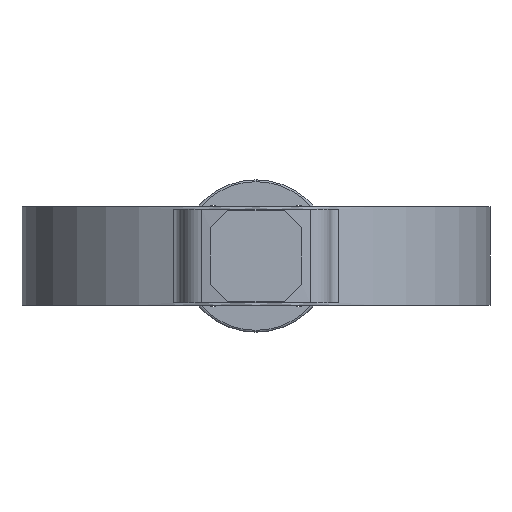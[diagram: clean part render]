
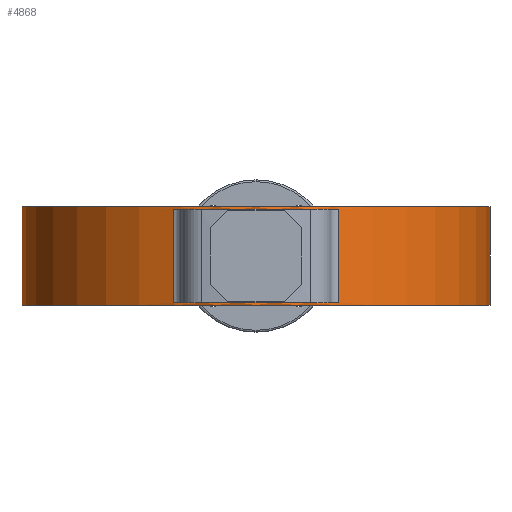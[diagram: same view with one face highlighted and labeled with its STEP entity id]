
A CAD part, front view. The second image highlights one B-rep face of the part: STEP entity #4868.
In plain terms, the highlighted cylindrical face has radius 269 mm (diameter 538 mm), a partial arc.
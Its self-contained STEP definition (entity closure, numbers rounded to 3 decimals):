
#114 = DIRECTION ( 'NONE',  ( -1., 0., 0. ) ) ;
#121 = CARTESIAN_POINT ( 'NONE',  ( 0., 0., 56.5 ) ) ;
#122 = DIRECTION ( 'NONE',  ( 0., 0., -1. ) ) ;
#404 = LINE ( 'NONE', #1971, #409 ) ;
#407 = CIRCLE ( 'NONE', #4112, 269. ) ;
#408 = CIRCLE ( 'NONE', #4114, 269. ) ;
#409 = VECTOR ( 'NONE', #1972, 1000. ) ;
#410 = LINE ( 'NONE', #1963, #412 ) ;
#411 = CIRCLE ( 'NONE', #4113, 269. ) ;
#412 = VECTOR ( 'NONE', #1970, 1000. ) ;
#413 = CIRCLE ( 'NONE', #4115, 269. ) ;
#761 = VERTEX_POINT ( 'NONE', #5439 ) ;
#762 = VERTEX_POINT ( 'NONE', #1765 ) ;
#765 = VERTEX_POINT ( 'NONE', #1483 ) ;
#770 = VERTEX_POINT ( 'NONE', #1908 ) ;
#812 = VERTEX_POINT ( 'NONE', #2100 ) ;
#817 = VERTEX_POINT ( 'NONE', #2095 ) ;
#819 = VERTEX_POINT ( 'NONE', #2093 ) ;
#1102 = VERTEX_POINT ( 'NONE', #1846 ) ;
#1118 = EDGE_LOOP ( 'NONE', ( #4778, #4779, #4780, #4421 ) ) ;
#1124 = EDGE_LOOP ( 'NONE', ( #4422, #4423, #4424, #4425 ) ) ;
#1483 = CARTESIAN_POINT ( 'NONE',  ( 94.718, -251.773, -53.5 ) ) ;
#1512 = LINE ( 'NONE', #5036, #1516 ) ;
#1516 = VECTOR ( 'NONE', #5037, 1000. ) ;
#1518 = LINE ( 'NONE', #5045, #1522 ) ;
#1522 = VECTOR ( 'NONE', #5041, 1000. ) ;
#1687 = FACE_OUTER_BOUND ( 'NONE', #1118, .T. ) ;
#1699 = FACE_BOUND ( 'NONE', #1124, .T. ) ;
#1703 = CYLINDRICAL_SURFACE ( 'NONE', #2951, 269. ) ;
#1765 = CARTESIAN_POINT ( 'NONE',  ( -94.718, -251.773, 53.5 ) ) ;
#1846 = CARTESIAN_POINT ( 'NONE',  ( 269., 0., 56.5 ) ) ;
#1908 = CARTESIAN_POINT ( 'NONE',  ( -94.718, -251.773, -53.5 ) ) ;
#1933 = DIRECTION ( 'NONE',  ( 1., 0., 0. ) ) ;
#1934 = DIRECTION ( 'NONE',  ( 0., 0., 1. ) ) ;
#1935 = CARTESIAN_POINT ( 'NONE',  ( 0., 0., 56.5 ) ) ;
#1938 = DIRECTION ( 'NONE',  ( 1., 0., 0. ) ) ;
#1939 = DIRECTION ( 'NONE',  ( 0., 0., 1. ) ) ;
#1940 = CARTESIAN_POINT ( 'NONE',  ( 0., 0., -56.5 ) ) ;
#1943 = DIRECTION ( 'NONE',  ( 1., 0., 0. ) ) ;
#1945 = DIRECTION ( 'NONE',  ( 0., 0., 1. ) ) ;
#1946 = CARTESIAN_POINT ( 'NONE',  ( 0., 0., -53.5 ) ) ;
#1953 = DIRECTION ( 'NONE',  ( 1., 0., 0. ) ) ;
#1954 = DIRECTION ( 'NONE',  ( 0., 0., 1. ) ) ;
#1957 = CARTESIAN_POINT ( 'NONE',  ( 0., 0., 53.5 ) ) ;
#1963 = CARTESIAN_POINT ( 'NONE',  ( -94.718, -251.773, 56.5 ) ) ;
#1970 = DIRECTION ( 'NONE',  ( 0., 0., 1. ) ) ;
#1971 = CARTESIAN_POINT ( 'NONE',  ( 94.718, -251.773, 56.5 ) ) ;
#1972 = DIRECTION ( 'NONE',  ( 0., 0., -1. ) ) ;
#2093 = CARTESIAN_POINT ( 'NONE',  ( 269., 0., -56.5 ) ) ;
#2095 = CARTESIAN_POINT ( 'NONE',  ( -269., 0., 56.5 ) ) ;
#2100 = CARTESIAN_POINT ( 'NONE',  ( -269., 0., -56.5 ) ) ;
#2951 = AXIS2_PLACEMENT_3D ( 'NONE', #121, #122, #114 ) ;
#4017 = EDGE_CURVE ( 'NONE', #761, #765, #404, .T. ) ;
#4018 = EDGE_CURVE ( 'NONE', #762, #761, #407, .T. ) ;
#4019 = EDGE_CURVE ( 'NONE', #770, #762, #410, .T. ) ;
#4020 = EDGE_CURVE ( 'NONE', #770, #765, #411, .T. ) ;
#4021 = EDGE_CURVE ( 'NONE', #812, #819, #408, .T. ) ;
#4022 = EDGE_CURVE ( 'NONE', #817, #1102, #413, .T. ) ;
#4112 = AXIS2_PLACEMENT_3D ( 'NONE', #1957, #1954, #1953 ) ;
#4113 = AXIS2_PLACEMENT_3D ( 'NONE', #1946, #1945, #1943 ) ;
#4114 = AXIS2_PLACEMENT_3D ( 'NONE', #1940, #1939, #1938 ) ;
#4115 = AXIS2_PLACEMENT_3D ( 'NONE', #1935, #1934, #1933 ) ;
#4421 = ORIENTED_EDGE ( 'NONE', *, *, #4021, .T. ) ;
#4422 = ORIENTED_EDGE ( 'NONE', *, *, #4020, .F. ) ;
#4423 = ORIENTED_EDGE ( 'NONE', *, *, #4019, .T. ) ;
#4424 = ORIENTED_EDGE ( 'NONE', *, *, #4018, .T. ) ;
#4425 = ORIENTED_EDGE ( 'NONE', *, *, #4017, .T. ) ;
#4778 = ORIENTED_EDGE ( 'NONE', *, *, #4804, .F. ) ;
#4779 = ORIENTED_EDGE ( 'NONE', *, *, #4022, .F. ) ;
#4780 = ORIENTED_EDGE ( 'NONE', *, *, #4806, .T. ) ;
#4804 = EDGE_CURVE ( 'NONE', #1102, #819, #1512, .T. ) ;
#4806 = EDGE_CURVE ( 'NONE', #817, #812, #1518, .T. ) ;
#4868 = ADVANCED_FACE ( 'NONE', ( #1687, #1699 ), #1703, .T. ) ;
#5036 = CARTESIAN_POINT ( 'NONE',  ( 269., 0., 56.5 ) ) ;
#5037 = DIRECTION ( 'NONE',  ( 0., 0., -1. ) ) ;
#5041 = DIRECTION ( 'NONE',  ( 0., 0., -1. ) ) ;
#5045 = CARTESIAN_POINT ( 'NONE',  ( -269., 0., 56.5 ) ) ;
#5439 = CARTESIAN_POINT ( 'NONE',  ( 94.718, -251.773, 53.5 ) ) ;
